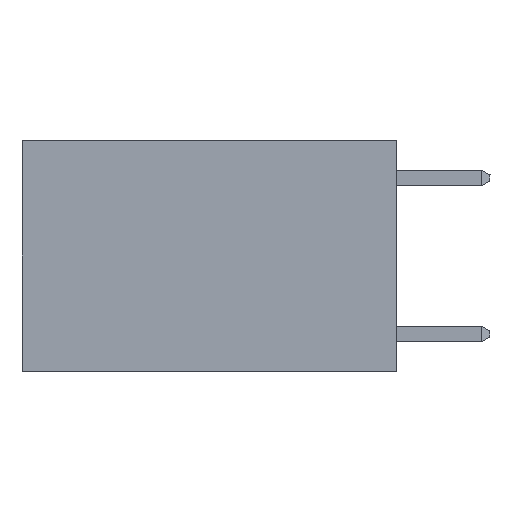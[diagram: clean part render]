
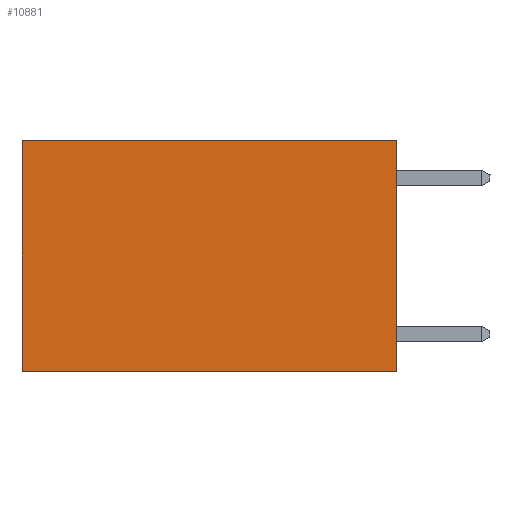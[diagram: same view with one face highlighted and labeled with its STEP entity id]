
A CAD part, left-side view. The second image highlights one B-rep face of the part: STEP entity #10881.
In plain terms, the highlighted planar face has unit normal (-1, 0, 0).
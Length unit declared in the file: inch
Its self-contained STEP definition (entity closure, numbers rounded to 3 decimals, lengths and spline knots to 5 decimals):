
#219 = CARTESIAN_POINT ( 'NONE',  ( 0.2625, 0.6, 0. ) ) ;
#1450 = VECTOR ( 'NONE', #14102, 39.37008 ) ;
#1682 = EDGE_CURVE ( 'NONE', #14218, #4242, #5853, .T. ) ;
#1781 = CARTESIAN_POINT ( 'NONE',  ( 0.2625, 0.6, -0.37 ) ) ;
#2403 = VECTOR ( 'NONE', #16329, 39.37008 ) ;
#3012 = CARTESIAN_POINT ( 'NONE',  ( 0.2625, 0., 0. ) ) ;
#3231 = LINE ( 'NONE', #3012, #5055 ) ;
#4242 = VERTEX_POINT ( 'NONE', #8798 ) ;
#4318 = VECTOR ( 'NONE', #11859, 39.37008 ) ;
#4940 = AXIS2_PLACEMENT_3D ( 'NONE', #7316, #16355, #8612 ) ;
#5005 = CARTESIAN_POINT ( 'NONE',  ( 0.2625, 0., -0.37 ) ) ;
#5055 = VECTOR ( 'NONE', #10810, 39.37008 ) ;
#5404 = ORIENTED_EDGE ( 'NONE', *, *, #5795, .T. ) ;
#5795 = EDGE_CURVE ( 'NONE', #4242, #16670, #14680, .T. ) ;
#5853 = LINE ( 'NONE', #15107, #2403 ) ;
#7316 = CARTESIAN_POINT ( 'NONE',  ( 0.2625, 0., 0. ) ) ;
#7430 = EDGE_CURVE ( 'NONE', #16177, #16670, #15245, .T. ) ;
#8612 = DIRECTION ( 'NONE',  ( 0., 0., -1. ) ) ;
#8798 = CARTESIAN_POINT ( 'NONE',  ( 0.2625, 0.6, 0. ) ) ;
#9871 = PLANE ( 'NONE',  #4940 ) ;
#10166 = ORIENTED_EDGE ( 'NONE', *, *, #7430, .F. ) ;
#10810 = DIRECTION ( 'NONE',  ( 0., 0., -1. ) ) ;
#10881 = ADVANCED_FACE ( 'NONE', ( #13147 ), #9871, .F. ) ;
#11859 = DIRECTION ( 'NONE',  ( 0., 0., -1. ) ) ;
#12768 = ORIENTED_EDGE ( 'NONE', *, *, #12939, .F. ) ;
#12939 = EDGE_CURVE ( 'NONE', #14218, #16177, #3231, .T. ) ;
#13147 = FACE_OUTER_BOUND ( 'NONE', #15506, .T. ) ;
#13412 = ORIENTED_EDGE ( 'NONE', *, *, #1682, .T. ) ;
#14102 = DIRECTION ( 'NONE',  ( 0., 1., 0. ) ) ;
#14218 = VERTEX_POINT ( 'NONE', #16083 ) ;
#14680 = LINE ( 'NONE', #219, #4318 ) ;
#15107 = CARTESIAN_POINT ( 'NONE',  ( 0.2625, 0., 0. ) ) ;
#15245 = LINE ( 'NONE', #5005, #1450 ) ;
#15506 = EDGE_LOOP ( 'NONE', ( #5404, #10166, #12768, #13412 ) ) ;
#16083 = CARTESIAN_POINT ( 'NONE',  ( 0.2625, 0., 0. ) ) ;
#16130 = CARTESIAN_POINT ( 'NONE',  ( 0.2625, 0., -0.37 ) ) ;
#16177 = VERTEX_POINT ( 'NONE', #16130 ) ;
#16329 = DIRECTION ( 'NONE',  ( 0., 1., 0. ) ) ;
#16355 = DIRECTION ( 'NONE',  ( 1., 0., 0. ) ) ;
#16670 = VERTEX_POINT ( 'NONE', #1781 ) ;
